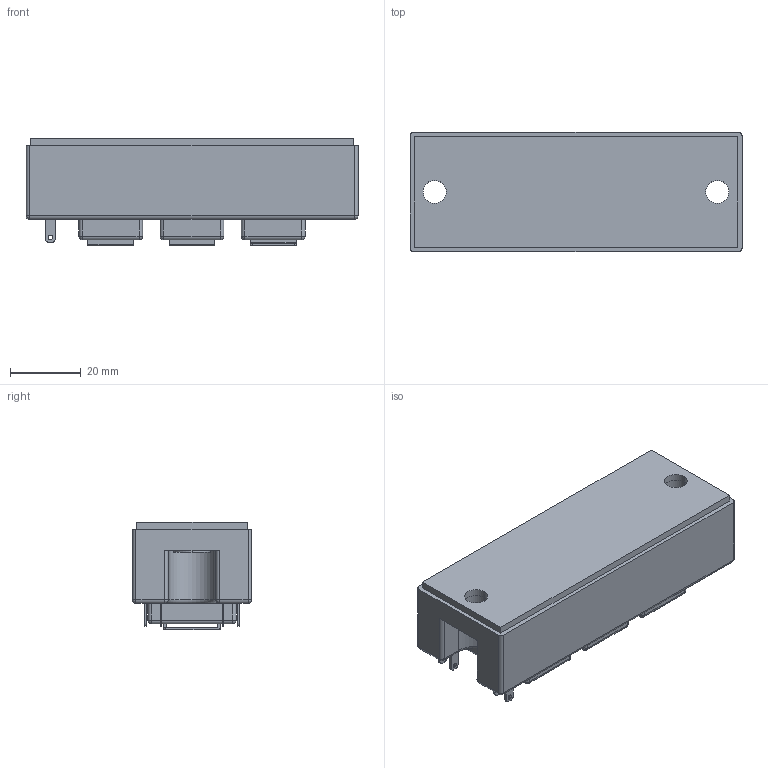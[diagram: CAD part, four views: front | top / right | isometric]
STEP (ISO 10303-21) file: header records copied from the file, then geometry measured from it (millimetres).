
FILE_DESCRIPTION((''),'2;1');
FILE_NAME('MICROSEMI_D1_FLIP_Part1.stp','2012-07-30T16:04:10',(''),(''),'Mechanical Desktop 2011','Mechanical Desktop 2011',', , ');
FILE_SCHEMA(('AUTOMOTIVE_DESIGN { 1 2 10303 214 1 1 1 1 }'));
Length unit declared in the file: millimetre
Products named in the file (1): Product
Bounding box: 94 x 33.8 x 30.51 mm (x, y, z)
Volume: 75520 mm3; surface area: 26886.6 mm2
Topology: 20 solids, 20 shells, 321 faces, 736 edges, 438 vertices
Faces by surface type: plane 125, cylinder 111, cone 48, sphere 20, bspline 15, torus 2
Entity records: 8852 total; most frequent: CARTESIAN_POINT 1679, DIRECTION 1526, ORIENTED_EDGE 1432, EDGE_CURVE 716, AXIS2_PLACEMENT_3D 575, VERTEX_POINT 438, VECTOR 376, LINE 376
